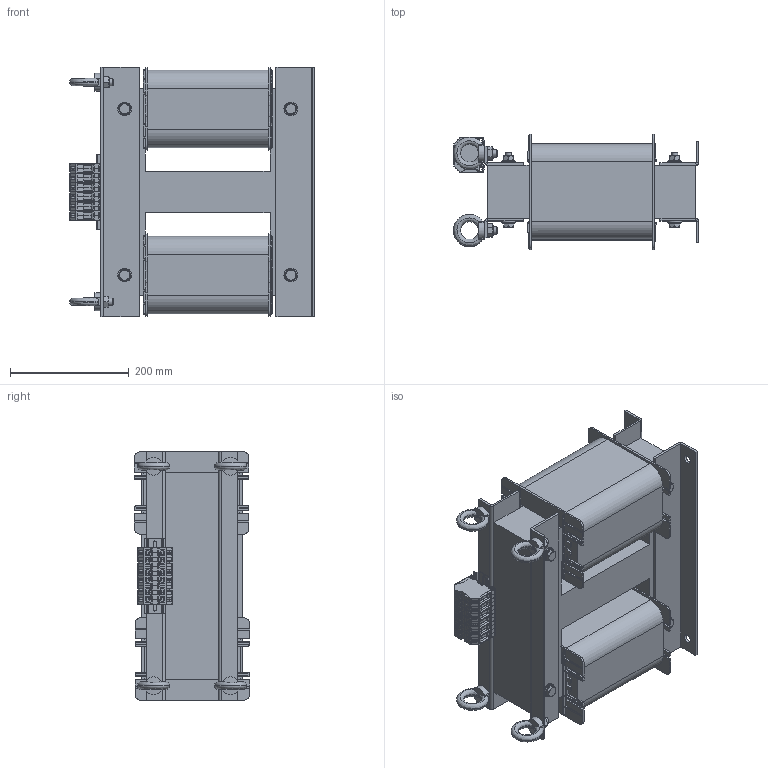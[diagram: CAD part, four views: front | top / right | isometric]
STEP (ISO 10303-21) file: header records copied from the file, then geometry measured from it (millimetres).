
FILE_DESCRIPTION(/* description */ (''),/* implementation_level */ '2;1');
FILE_NAME(/* name */ 'YZV03205400.stp',/* time_stamp */ '2023-03-31T11:50:06+02:00',/* author */ ('velazquez'),/* organization */ ('MANUMAG'),/* preprocessor_version */ 'ST-DEVELOPER v19.2',/* originating_system */ 'Autodesk Inventor 2023',/* authorisation */ '');
FILE_SCHEMA (('AUTOMOTIVE_DESIGN { 1 0 10303 214 3 1 1 }'));
Products named in the file (14): YZV03205400; 3UI210 350 x 350 - 90; UI 210_90_BOBINADO; RC70 NT070 INFERIOR; RC70 NT071 SUPERIOR; centrador M10; DIN 933 - M10  x 120; DIN 125 - A 10,5; DIN 934 - M10; carril 5 agujeros; FICHA 35; FICHA 35 AM_VE; DIN 580 - M12; DIN 934 - M12
Assembly tree (46 placements, depth 2):
  YZV03205400
    3UI210 350 x 350 - 90
    UI 210_90_BOBINADO  x2
    RC70 NT070 INFERIOR  x2
    RC70 NT071 SUPERIOR  x2
    centrador M10  x8
    DIN 933 - M10  x 120  x4
    DIN 125 - A 10,5  x8
    DIN 934 - M10  x4
    DIN 580 - M12  x4
    DIN 934 - M12  x4
    carril 5 agujeros
    FICHA 35  x5
    FICHA 35 AM_VE
Bounding box: 413.03 x 194.04 x 420 mm (x, y, z)
Volume: 14807433 mm3; surface area: 1726818 mm2
Topology: 46 solids, 120 shells, 5642 faces, 14590 edges, 8959 vertices
Faces by surface type: plane 3214, cylinder 1628, bspline 256, sphere 228, torus 224, cone 92
Full cylindrical faces by diameter (mm): 2 x24, 6.5 x12, 8.376 x4, 9.188 x4, 10 x12, 10.106 x4, 10.5 x8, 10.8 x4, 11.5 x8, 12 x4, 13 x8, 14 x4, 15 x10, 15.4 x4, 20 x8, 23 x8
Entity records: 74551 total; most frequent: CARTESIAN_POINT 23071, DIRECTION 10343, ORIENTED_EDGE 10314, EDGE_CURVE 5157, LINE 3523, VECTOR 3523, AXIS2_PLACEMENT_3D 3410, VERTEX_POINT 3224
